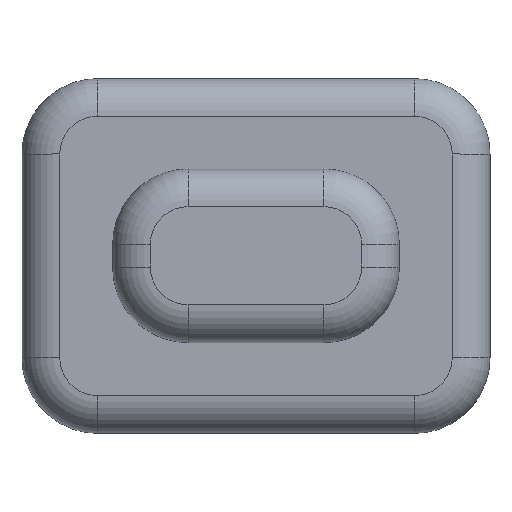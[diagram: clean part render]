
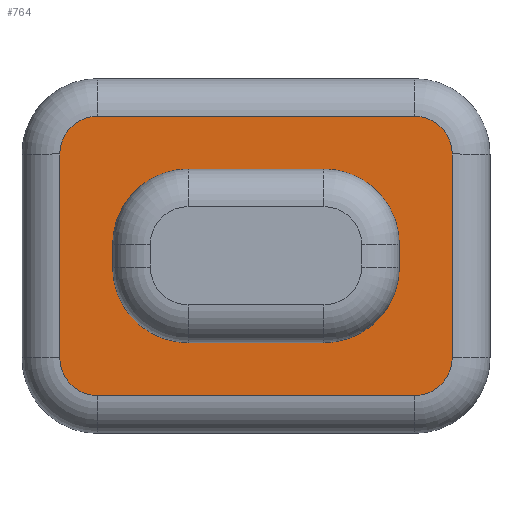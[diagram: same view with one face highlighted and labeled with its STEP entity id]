
A CAD part, top view. The second image highlights one B-rep face of the part: STEP entity #764.
In plain terms, the highlighted planar face has unit normal (0, 0, 1).
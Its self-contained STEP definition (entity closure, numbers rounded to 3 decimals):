
#1 = VERTEX_POINT ( 'NONE', #221 ) ;
#4 = AXIS2_PLACEMENT_3D ( 'NONE', #321, #953, #390 ) ;
#34 = VERTEX_POINT ( 'NONE', #875 ) ;
#37 = AXIS2_PLACEMENT_3D ( 'NONE', #1052, #713, #703 ) ;
#39 = VECTOR ( 'NONE', #465, 1000. ) ;
#41 = VERTEX_POINT ( 'NONE', #573 ) ;
#54 = CARTESIAN_POINT ( 'NONE',  ( 0., -0.7, 0. ) ) ;
#57 = CIRCLE ( 'NONE', #999, 1. ) ;
#58 = EDGE_CURVE ( 'NONE', #387, #580, #246, .T. ) ;
#60 = LINE ( 'NONE', #480, #543 ) ;
#71 = ORIENTED_EDGE ( 'NONE', *, *, #949, .T. ) ;
#73 = AXIS2_PLACEMENT_3D ( 'NONE', #993, #430, #95 ) ;
#87 = EDGE_CURVE ( 'NONE', #584, #160, #192, .T. ) ;
#95 = DIRECTION ( 'NONE',  ( 1., 0., 0. ) ) ;
#106 = CARTESIAN_POINT ( 'NONE',  ( 4., -0.2, 0. ) ) ;
#107 = AXIS2_PLACEMENT_3D ( 'NONE', #678, #690, #514 ) ;
#122 = DIRECTION ( 'NONE',  ( 0., 0., -1. ) ) ;
#138 = CARTESIAN_POINT ( 'NONE',  ( 1., 0., 0. ) ) ;
#149 = DIRECTION ( 'NONE',  ( 0., 0., 1. ) ) ;
#158 = ORIENTED_EDGE ( 'NONE', *, *, #1039, .T. ) ;
#160 = VERTEX_POINT ( 'NONE', #905 ) ;
#167 = CARTESIAN_POINT ( 'NONE',  ( 0., 1., 0. ) ) ;
#192 = CIRCLE ( 'NONE', #278, 0.5 ) ;
#196 = EDGE_CURVE ( 'NONE', #772, #595, #996, .T. ) ;
#198 = ORIENTED_EDGE ( 'NONE', *, *, #196, .F. ) ;
#213 = CIRCLE ( 'NONE', #1018, 0.5 ) ;
#214 = CIRCLE ( 'NONE', #689, 1. ) ;
#221 = CARTESIAN_POINT ( 'NONE',  ( -0.2, -0.7, 0. ) ) ;
#228 = DIRECTION ( 'NONE',  ( -1., 0., 0. ) ) ;
#242 = ORIENTED_EDGE ( 'NONE', *, *, #87, .T. ) ;
#246 = CIRCLE ( 'NONE', #37, 0.5 ) ;
#269 = ORIENTED_EDGE ( 'NONE', *, *, #432, .F. ) ;
#278 = AXIS2_PLACEMENT_3D ( 'NONE', #386, #149, #645 ) ;
#279 = VECTOR ( 'NONE', #716, 1000. ) ;
#286 = FACE_OUTER_BOUND ( 'NONE', #718, .T. ) ;
#292 = CARTESIAN_POINT ( 'NONE',  ( 4.5, 2.5, 0. ) ) ;
#300 = DIRECTION ( 'NONE',  ( 0., 1., 0. ) ) ;
#302 = ORIENTED_EDGE ( 'NONE', *, *, #406, .T. ) ;
#321 = CARTESIAN_POINT ( 'NONE',  ( -0.2, -0.2, 0. ) ) ;
#324 = VERTEX_POINT ( 'NONE', #614 ) ;
#337 = VERTEX_POINT ( 'NONE', #929 ) ;
#367 = DIRECTION ( 'NONE',  ( 1., 0., 0. ) ) ;
#386 = CARTESIAN_POINT ( 'NONE',  ( -0.2, 2.5, 0. ) ) ;
#387 = VERTEX_POINT ( 'NONE', #292 ) ;
#390 = DIRECTION ( 'NONE',  ( 1., 0., 0. ) ) ;
#399 = EDGE_CURVE ( 'NONE', #772, #797, #57, .T. ) ;
#406 = EDGE_CURVE ( 'NONE', #580, #584, #458, .T. ) ;
#411 = ORIENTED_EDGE ( 'NONE', *, *, #1009, .T. ) ;
#425 = DIRECTION ( 'NONE',  ( 0., 0., -1. ) ) ;
#430 = DIRECTION ( 'NONE',  ( 0., 0., -1. ) ) ;
#432 = EDGE_CURVE ( 'NONE', #530, #797, #627, .T. ) ;
#436 = CARTESIAN_POINT ( 'NONE',  ( 1., 1., 0. ) ) ;
#442 = EDGE_CURVE ( 'NONE', #803, #34, #485, .T. ) ;
#448 = EDGE_LOOP ( 'NONE', ( #198, #468, #269, #649, #763, #158, #1044, #411 ) ) ;
#449 = DIRECTION ( 'NONE',  ( 1., 0., 0. ) ) ;
#458 = LINE ( 'NONE', #779, #560 ) ;
#465 = DIRECTION ( 'NONE',  ( 1., 0., 0. ) ) ;
#468 = ORIENTED_EDGE ( 'NONE', *, *, #399, .T. ) ;
#480 = CARTESIAN_POINT ( 'NONE',  ( 4.5, 0., 0. ) ) ;
#485 = LINE ( 'NONE', #727, #900 ) ;
#488 = EDGE_CURVE ( 'NONE', #41, #1, #1036, .T. ) ;
#494 = VERTEX_POINT ( 'NONE', #138 ) ;
#498 = CARTESIAN_POINT ( 'NONE',  ( -0.2, 3., 0. ) ) ;
#502 = CARTESIAN_POINT ( 'NONE',  ( -0.7, 0., 0. ) ) ;
#507 = EDGE_CURVE ( 'NONE', #494, #337, #555, .T. ) ;
#514 = DIRECTION ( 'NONE',  ( 1., 0., 0. ) ) ;
#526 = PLANE ( 'NONE',  #107 ) ;
#530 = VERTEX_POINT ( 'NONE', #789 ) ;
#532 = ORIENTED_EDGE ( 'NONE', *, *, #58, .T. ) ;
#543 = VECTOR ( 'NONE', #715, 1000. ) ;
#554 = EDGE_CURVE ( 'NONE', #1, #324, #964, .T. ) ;
#555 = LINE ( 'NONE', #632, #279 ) ;
#560 = VECTOR ( 'NONE', #641, 1000. ) ;
#573 = CARTESIAN_POINT ( 'NONE',  ( -0.7, -0.2, 0. ) ) ;
#580 = VERTEX_POINT ( 'NONE', #801 ) ;
#584 = VERTEX_POINT ( 'NONE', #498 ) ;
#595 = VERTEX_POINT ( 'NONE', #167 ) ;
#614 = CARTESIAN_POINT ( 'NONE',  ( 4., -0.7, 0. ) ) ;
#624 = VECTOR ( 'NONE', #986, 1000. ) ;
#627 = LINE ( 'NONE', #1033, #741 ) ;
#632 = CARTESIAN_POINT ( 'NONE',  ( 0., 0., 0. ) ) ;
#641 = DIRECTION ( 'NONE',  ( -1., 0., 0. ) ) ;
#645 = DIRECTION ( 'NONE',  ( 1., 0., 0. ) ) ;
#649 = ORIENTED_EDGE ( 'NONE', *, *, #738, .T. ) ;
#652 = ORIENTED_EDGE ( 'NONE', *, *, #977, .T. ) ;
#672 = AXIS2_PLACEMENT_3D ( 'NONE', #924, #122, #754 ) ;
#677 = LINE ( 'NONE', #502, #886 ) ;
#678 = CARTESIAN_POINT ( 'NONE',  ( 0., 0., 0. ) ) ;
#689 = AXIS2_PLACEMENT_3D ( 'NONE', #436, #425, #749 ) ;
#690 = DIRECTION ( 'NONE',  ( 0., 0., 1. ) ) ;
#703 = DIRECTION ( 'NONE',  ( 1., 0., 0. ) ) ;
#713 = DIRECTION ( 'NONE',  ( 0., 0., 1. ) ) ;
#715 = DIRECTION ( 'NONE',  ( 0., 1., 0. ) ) ;
#716 = DIRECTION ( 'NONE',  ( 1., 0., 0. ) ) ;
#718 = EDGE_LOOP ( 'NONE', ( #71, #532, #302, #242, #652, #956, #798, #734 ) ) ;
#727 = CARTESIAN_POINT ( 'NONE',  ( 3.8, 0., 0. ) ) ;
#734 = ORIENTED_EDGE ( 'NONE', *, *, #784, .T. ) ;
#738 = EDGE_CURVE ( 'NONE', #530, #34, #844, .T. ) ;
#741 = VECTOR ( 'NONE', #228, 1000. ) ;
#749 = DIRECTION ( 'NONE',  ( 1., 0., 0. ) ) ;
#754 = DIRECTION ( 'NONE',  ( 1., 0., 0. ) ) ;
#763 = ORIENTED_EDGE ( 'NONE', *, *, #442, .F. ) ;
#764 = ADVANCED_FACE ( 'NONE', ( #286, #941 ), #526, .T. ) ;
#765 = VERTEX_POINT ( 'NONE', #1010 ) ;
#766 = CARTESIAN_POINT ( 'NONE',  ( 3.8, 1., 0. ) ) ;
#771 = DIRECTION ( 'NONE',  ( 0., 0., -1. ) ) ;
#772 = VERTEX_POINT ( 'NONE', #928 ) ;
#777 = CARTESIAN_POINT ( 'NONE',  ( 1., 2.3, 0. ) ) ;
#779 = CARTESIAN_POINT ( 'NONE',  ( 0., 3., 0. ) ) ;
#784 = EDGE_CURVE ( 'NONE', #324, #765, #213, .T. ) ;
#789 = CARTESIAN_POINT ( 'NONE',  ( 2.8, 2.3, 0. ) ) ;
#797 = VERTEX_POINT ( 'NONE', #777 ) ;
#798 = ORIENTED_EDGE ( 'NONE', *, *, #554, .T. ) ;
#801 = CARTESIAN_POINT ( 'NONE',  ( 4., 3., 0. ) ) ;
#803 = VERTEX_POINT ( 'NONE', #766 ) ;
#812 = CIRCLE ( 'NONE', #73, 1. ) ;
#817 = CARTESIAN_POINT ( 'NONE',  ( 0., 0., 0. ) ) ;
#844 = CIRCLE ( 'NONE', #672, 1. ) ;
#849 = DIRECTION ( 'NONE',  ( 0., 0., 1. ) ) ;
#875 = CARTESIAN_POINT ( 'NONE',  ( 3.8, 1.3, 0. ) ) ;
#886 = VECTOR ( 'NONE', #915, 1000. ) ;
#900 = VECTOR ( 'NONE', #300, 1000. ) ;
#905 = CARTESIAN_POINT ( 'NONE',  ( -0.7, 2.5, 0. ) ) ;
#915 = DIRECTION ( 'NONE',  ( 0., -1., 0. ) ) ;
#924 = CARTESIAN_POINT ( 'NONE',  ( 2.8, 1.3, 0. ) ) ;
#928 = CARTESIAN_POINT ( 'NONE',  ( 0., 1.3, 0. ) ) ;
#929 = CARTESIAN_POINT ( 'NONE',  ( 2.8, 0., 0. ) ) ;
#939 = CARTESIAN_POINT ( 'NONE',  ( 1., 1.3, 0. ) ) ;
#941 = FACE_BOUND ( 'NONE', #448, .T. ) ;
#949 = EDGE_CURVE ( 'NONE', #765, #387, #60, .T. ) ;
#953 = DIRECTION ( 'NONE',  ( 0., 0., 1. ) ) ;
#956 = ORIENTED_EDGE ( 'NONE', *, *, #488, .T. ) ;
#964 = LINE ( 'NONE', #54, #39 ) ;
#977 = EDGE_CURVE ( 'NONE', #160, #41, #677, .T. ) ;
#986 = DIRECTION ( 'NONE',  ( 0., -1., 0. ) ) ;
#993 = CARTESIAN_POINT ( 'NONE',  ( 2.8, 1., 0. ) ) ;
#996 = LINE ( 'NONE', #817, #624 ) ;
#999 = AXIS2_PLACEMENT_3D ( 'NONE', #939, #771, #367 ) ;
#1009 = EDGE_CURVE ( 'NONE', #494, #595, #214, .T. ) ;
#1010 = CARTESIAN_POINT ( 'NONE',  ( 4.5, -0.2, 0. ) ) ;
#1018 = AXIS2_PLACEMENT_3D ( 'NONE', #106, #849, #449 ) ;
#1033 = CARTESIAN_POINT ( 'NONE',  ( 0., 2.3, 0. ) ) ;
#1036 = CIRCLE ( 'NONE', #4, 0.5 ) ;
#1039 = EDGE_CURVE ( 'NONE', #803, #337, #812, .T. ) ;
#1044 = ORIENTED_EDGE ( 'NONE', *, *, #507, .F. ) ;
#1052 = CARTESIAN_POINT ( 'NONE',  ( 4., 2.5, 0. ) ) ;
